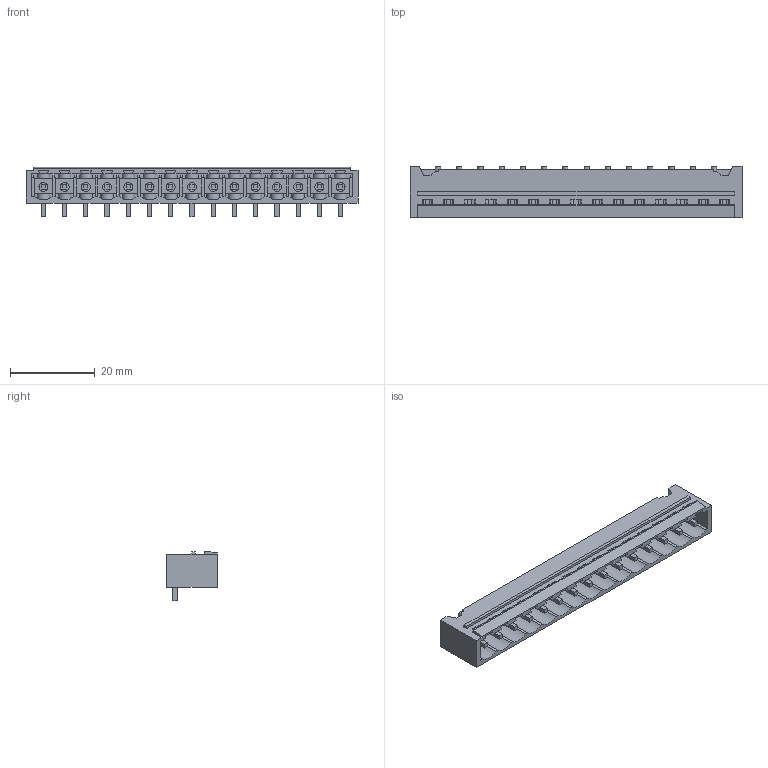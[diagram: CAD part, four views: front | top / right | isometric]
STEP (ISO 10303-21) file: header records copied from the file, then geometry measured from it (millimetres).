
FILE_DESCRIPTION(('CATIA V5 STEP Exchange','CAx-IF Rec.Pracs.--- Model Styling and Organization---1.2---2011-12-15'),'2;1');
FILE_NAME ('7592395_2_1840250000_1840250000.stp','2018-03-08T10:46:00+00:00',('none'),('Weidmueller'),'CATIA Version 5-6 Release 2014','CATIA V5 STEP AP214','none');
FILE_SCHEMA(('AUTOMOTIVE_DESIGN { 1 0 10303 214 1 1 1 1 }'));
Length unit declared in the file: millimetre
Products named in the file (1): 1840250000
Bounding box: 78.2 x 12 x 11.63 mm (x, y, z)
Volume: 2850.3 mm3; surface area: 6941.6 mm2
Topology: 16 solids, 16 shells, 1200 faces, 3677 edges, 2481 vertices
Faces by surface type: plane 981, cylinder 193, extrusion 26
Entity records: 37902 total; most frequent: CARTESIAN_POINT 7706, ORIENTED_EDGE 7354, DIRECTION 4605, EDGE_CURVE 3677, VECTOR 2983, LINE 2957, VERTEX_POINT 2481, EDGE_LOOP 1232
